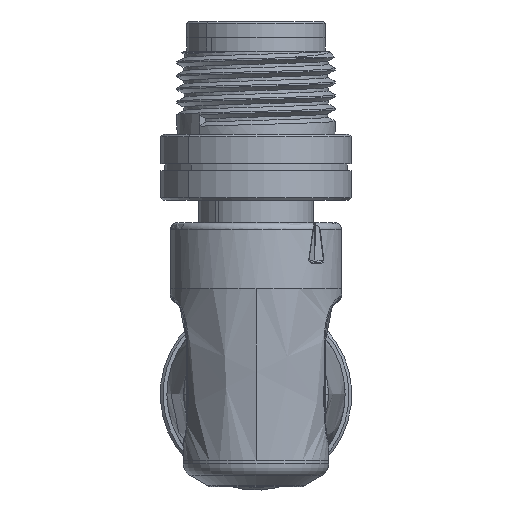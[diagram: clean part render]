
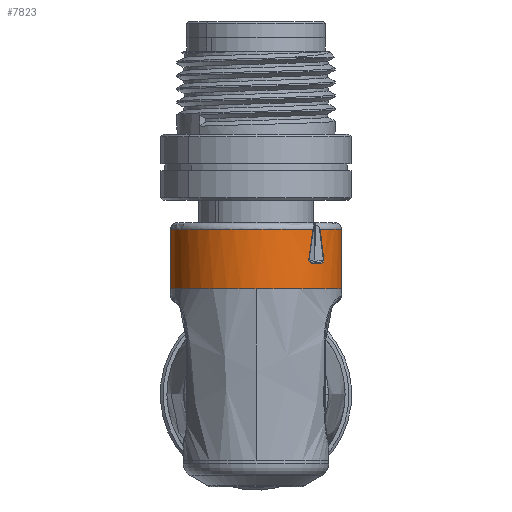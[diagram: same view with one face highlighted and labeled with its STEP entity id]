
A CAD part, left-side view. The second image highlights one B-rep face of the part: STEP entity #7823.
In plain terms, the highlighted cylindrical face has radius 6.5 mm (diameter 13 mm), a partial arc.
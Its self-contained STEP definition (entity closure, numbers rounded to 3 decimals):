
#279 = CARTESIAN_POINT ( 'NONE',  ( 0.5, 4.864, -4.312 ) ) ;
#862 = CARTESIAN_POINT ( 'NONE',  ( 2.889, 5.133, -3.988 ) ) ;
#1080 = CARTESIAN_POINT ( 'NONE',  ( 3.044, 5.031, -4.116 ) ) ;
#1156 = VERTEX_POINT ( 'NONE', #5424 ) ;
#1230 = EDGE_CURVE ( 'NONE', #1156, #35688, #26208, .T. ) ;
#1423 = ORIENTED_EDGE ( 'NONE', *, *, #1230, .T. ) ;
#1447 = CARTESIAN_POINT ( 'NONE',  ( 3.1, 4.72, -4.469 ) ) ;
#1796 = DIRECTION ( 'NONE',  ( 0., 0., 1. ) ) ;
#2888 = VERTEX_POINT ( 'NONE', #15771 ) ;
#2982 = CARTESIAN_POINT ( 'NONE',  ( 1.294, 4.966, -4.194 ) ) ;
#3780 = CARTESIAN_POINT ( 'NONE',  ( 3.1, 4.469, -4.72 ) ) ;
#4284 = AXIS2_PLACEMENT_3D ( 'NONE', #16222, #26679, #40154 ) ;
#4338 = CARTESIAN_POINT ( 'NONE',  ( 5., 6.5, 0. ) ) ;
#4384 = VECTOR ( 'NONE', #5561, 1000. ) ;
#4388 = CARTESIAN_POINT ( 'NONE',  ( 3.093, 4.293, -4.882 ) ) ;
#4843 = CARTESIAN_POINT ( 'NONE',  ( 5., 0., 6.5 ) ) ;
#5144 = CARTESIAN_POINT ( 'NONE',  ( 0., 0., -6.5 ) ) ;
#5203 = LINE ( 'NONE', #6066, #20724 ) ;
#5368 = EDGE_CURVE ( 'NONE', #32992, #1156, #42492, .T. ) ;
#5414 = DIRECTION ( 'NONE',  ( -1., 0., 0. ) ) ;
#5424 = CARTESIAN_POINT ( 'NONE',  ( 2.889, 5.133, -3.988 ) ) ;
#5561 = DIRECTION ( 'NONE',  ( -1., 0., 0. ) ) ;
#5858 = CARTESIAN_POINT ( 'NONE',  ( 2.489, 5.097, -4.034 ) ) ;
#6066 = CARTESIAN_POINT ( 'NONE',  ( 0., 0., 6.5 ) ) ;
#6070 = EDGE_CURVE ( 'NONE', #28152, #42643, #42395, .T. ) ;
#6760 = CARTESIAN_POINT ( 'NONE',  ( 0.5, 0., -6.5 ) ) ;
#7044 = CARTESIAN_POINT ( 'NONE',  ( 2.991, 4.031, -5.099 ) ) ;
#7263 = ORIENTED_EDGE ( 'NONE', *, *, #39810, .T. ) ;
#7401 = CARTESIAN_POINT ( 'NONE',  ( 2.89, 3.987, -5.134 ) ) ;
#7823 = ADVANCED_FACE ( 'NONE', ( #29268 ), #28828, .T. ) ;
#8451 = LINE ( 'NONE', #5144, #4384 ) ;
#8595 = CARTESIAN_POINT ( 'NONE',  ( 0.5, 0., 0. ) ) ;
#9735 = EDGE_CURVE ( 'NONE', #38570, #32992, #22524, .T. ) ;
#10362 = ORIENTED_EDGE ( 'NONE', *, *, #21274, .T. ) ;
#10835 = CARTESIAN_POINT ( 'NONE',  ( 3.093, 4.881, -4.294 ) ) ;
#11197 = AXIS2_PLACEMENT_3D ( 'NONE', #41774, #34266, #28081 ) ;
#11591 = EDGE_CURVE ( 'NONE', #13039, #28594, #25511, .T. ) ;
#11828 = EDGE_CURVE ( 'NONE', #34963, #28152, #36059, .T. ) ;
#11898 = AXIS2_PLACEMENT_3D ( 'NONE', #42745, #18627, #1796 ) ;
#13039 = VERTEX_POINT ( 'NONE', #4843 ) ;
#13150 = CARTESIAN_POINT ( 'NONE',  ( 2.09, 5.057, -4.085 ) ) ;
#13267 = CARTESIAN_POINT ( 'NONE',  ( 5., 0., -6.5 ) ) ;
#13295 = EDGE_LOOP ( 'NONE', ( #31345, #20498, #7263, #35352, #31113, #10362, #36646, #16449, #1423, #31880, #13383 ) ) ;
#13383 = ORIENTED_EDGE ( 'NONE', *, *, #41057, .F. ) ;
#13838 = B_SPLINE_CURVE_WITH_KNOTS ( 'NONE', 3,
 ( #21202, #13903, #20783, #7044, #27440, #24568, #38050, #4388, #14118, #30332 ),
 .UNSPECIFIED., .F., .F.,
 ( 4, 2, 2, 2, 4 ),
 ( 0., 0., 0., 0., 0.001 ),
 .UNSPECIFIED. ) ;
#13903 = CARTESIAN_POINT ( 'NONE',  ( 2.92, 3.984, -5.136 ) ) ;
#14118 = CARTESIAN_POINT ( 'NONE',  ( 3.1, 4.382, -4.802 ) ) ;
#14475 = CARTESIAN_POINT ( 'NONE',  ( 0.5, 4.307, -4.868 ) ) ;
#14577 = CARTESIAN_POINT ( 'NONE',  ( 3.059, 4.994, -4.161 ) ) ;
#14681 = CARTESIAN_POINT ( 'NONE',  ( 2.489, 4.03, -5.1 ) ) ;
#14850 = AXIS2_PLACEMENT_3D ( 'NONE', #8595, #35596, #21675 ) ;
#15771 = CARTESIAN_POINT ( 'NONE',  ( 0.5, 0., 6.5 ) ) ;
#16222 = CARTESIAN_POINT ( 'NONE',  ( 5., 0., 0. ) ) ;
#16449 = ORIENTED_EDGE ( 'NONE', *, *, #5368, .T. ) ;
#17353 = CARTESIAN_POINT ( 'NONE',  ( 2.09, 4.079, -5.062 ) ) ;
#17894 = CARTESIAN_POINT ( 'NONE',  ( 2.92, 5.136, -3.984 ) ) ;
#18111 = CARTESIAN_POINT ( 'NONE',  ( 2.99, 5.099, -4.032 ) ) ;
#18627 = DIRECTION ( 'NONE',  ( -1., 0., 0. ) ) ;
#20498 = ORIENTED_EDGE ( 'NONE', *, *, #30838, .T. ) ;
#20724 = VECTOR ( 'NONE', #5414, 1000. ) ;
#20742 = AXIS2_PLACEMENT_3D ( 'NONE', #36527, #33429, #23713 ) ;
#20783 = CARTESIAN_POINT ( 'NONE',  ( 2.949, 3.997, -5.126 ) ) ;
#20911 = CARTESIAN_POINT ( 'NONE',  ( 1.293, 4.186, -4.973 ) ) ;
#21202 = CARTESIAN_POINT ( 'NONE',  ( 2.89, 3.987, -5.134 ) ) ;
#21274 = EDGE_CURVE ( 'NONE', #42643, #38570, #13838, .T. ) ;
#21675 = DIRECTION ( 'NONE',  ( 0., 0., -1. ) ) ;
#22162 = CIRCLE ( 'NONE', #20742, 6.5 ) ;
#22524 = CIRCLE ( 'NONE', #11197, 6.5 ) ;
#23713 = DIRECTION ( 'NONE',  ( 0., 0., 1. ) ) ;
#24382 = CARTESIAN_POINT ( 'NONE',  ( 3.006, 5.082, -4.052 ) ) ;
#24568 = CARTESIAN_POINT ( 'NONE',  ( 3.044, 4.116, -5.031 ) ) ;
#24805 = CARTESIAN_POINT ( 'NONE',  ( 2.949, 5.125, -3.998 ) ) ;
#24922 = CARTESIAN_POINT ( 'NONE',  ( 0.896, 4.246, -4.923 ) ) ;
#25104 = DIRECTION ( 'NONE',  ( 1., 0., 0. ) ) ;
#25511 = CIRCLE ( 'NONE', #4284, 6.5 ) ;
#26208 = B_SPLINE_CURVE_WITH_KNOTS ( 'NONE', 3,
 ( #36188, #5858, #13150, #2982, #40169, #29787 ),
 .UNSPECIFIED., .F., .F.,
 ( 4, 2, 4 ),
 ( 0., 0.001, 0.002 ),
 .UNSPECIFIED. ) ;
#26679 = DIRECTION ( 'NONE',  ( -1., 0., 0. ) ) ;
#27011 = AXIS2_PLACEMENT_3D ( 'NONE', #35028, #25104, #42101 ) ;
#27440 = CARTESIAN_POINT ( 'NONE',  ( 3.006, 4.052, -5.083 ) ) ;
#28081 = DIRECTION ( 'NONE',  ( 0., 0., 1. ) ) ;
#28152 = VERTEX_POINT ( 'NONE', #37996 ) ;
#28594 = VERTEX_POINT ( 'NONE', #4338 ) ;
#28828 = CYLINDRICAL_SURFACE ( 'NONE', #11898, 6.5 ) ;
#29268 = FACE_OUTER_BOUND ( 'NONE', #13295, .T. ) ;
#29787 = CARTESIAN_POINT ( 'NONE',  ( 0.5, 4.864, -4.312 ) ) ;
#30332 = CARTESIAN_POINT ( 'NONE',  ( 3.1, 4.469, -4.72 ) ) ;
#30838 = EDGE_CURVE ( 'NONE', #28594, #30873, #22162, .T. ) ;
#30873 = VERTEX_POINT ( 'NONE', #13267 ) ;
#31113 = ORIENTED_EDGE ( 'NONE', *, *, #6070, .T. ) ;
#31345 = ORIENTED_EDGE ( 'NONE', *, *, #11591, .T. ) ;
#31880 = ORIENTED_EDGE ( 'NONE', *, *, #39007, .T. ) ;
#32992 = VERTEX_POINT ( 'NONE', #1447 ) ;
#33429 = DIRECTION ( 'NONE',  ( -1., 0., 0. ) ) ;
#34266 = DIRECTION ( 'NONE',  ( 1., 0., 0. ) ) ;
#34963 = VERTEX_POINT ( 'NONE', #6760 ) ;
#35028 = CARTESIAN_POINT ( 'NONE',  ( 0.5, 0., 0. ) ) ;
#35352 = ORIENTED_EDGE ( 'NONE', *, *, #11828, .T. ) ;
#35596 = DIRECTION ( 'NONE',  ( 1., 0., 0. ) ) ;
#35688 = VERTEX_POINT ( 'NONE', #279 ) ;
#36059 = CIRCLE ( 'NONE', #14850, 6.5 ) ;
#36188 = CARTESIAN_POINT ( 'NONE',  ( 2.889, 5.133, -3.988 ) ) ;
#36527 = CARTESIAN_POINT ( 'NONE',  ( 5., 0., 0. ) ) ;
#36646 = ORIENTED_EDGE ( 'NONE', *, *, #9735, .T. ) ;
#37583 = CIRCLE ( 'NONE', #27011, 6.5 ) ;
#37871 = CARTESIAN_POINT ( 'NONE',  ( 3.1, 4.802, -4.383 ) ) ;
#37996 = CARTESIAN_POINT ( 'NONE',  ( 0.5, 4.307, -4.868 ) ) ;
#38050 = CARTESIAN_POINT ( 'NONE',  ( 3.059, 4.16, -4.995 ) ) ;
#38570 = VERTEX_POINT ( 'NONE', #3780 ) ;
#38711 = CARTESIAN_POINT ( 'NONE',  ( 3.1, 4.72, -4.469 ) ) ;
#39007 = EDGE_CURVE ( 'NONE', #35688, #2888, #37583, .T. ) ;
#39810 = EDGE_CURVE ( 'NONE', #30873, #34963, #8451, .T. ) ;
#40154 = DIRECTION ( 'NONE',  ( 0., 0., 1. ) ) ;
#40169 = CARTESIAN_POINT ( 'NONE',  ( 0.897, 4.916, -4.253 ) ) ;
#41057 = EDGE_CURVE ( 'NONE', #13039, #2888, #5203, .T. ) ;
#41774 = CARTESIAN_POINT ( 'NONE',  ( 3.1, 0., 0. ) ) ;
#42101 = DIRECTION ( 'NONE',  ( 0., 0., -1. ) ) ;
#42395 = B_SPLINE_CURVE_WITH_KNOTS ( 'NONE', 3,
 ( #14475, #24922, #20911, #17353, #14681, #7401 ),
 .UNSPECIFIED., .F., .F.,
 ( 4, 2, 4 ),
 ( 0., 0.001, 0.002 ),
 .UNSPECIFIED. ) ;
#42492 = B_SPLINE_CURVE_WITH_KNOTS ( 'NONE', 3,
 ( #38711, #37871, #10835, #14577, #1080, #24382, #18111, #24805, #17894, #862 ),
 .UNSPECIFIED., .F., .F.,
 ( 4, 2, 2, 2, 4 ),
 ( 0., 0., 0.001, 0.001, 0.001 ),
 .UNSPECIFIED. ) ;
#42601 = CARTESIAN_POINT ( 'NONE',  ( 2.89, 3.987, -5.134 ) ) ;
#42643 = VERTEX_POINT ( 'NONE', #42601 ) ;
#42745 = CARTESIAN_POINT ( 'NONE',  ( 0., 0., 0. ) ) ;
